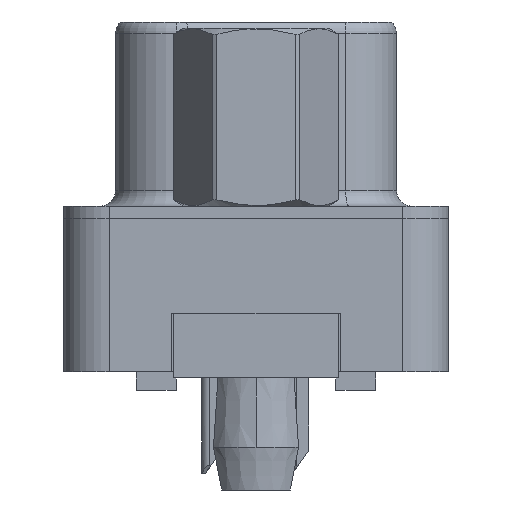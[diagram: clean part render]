
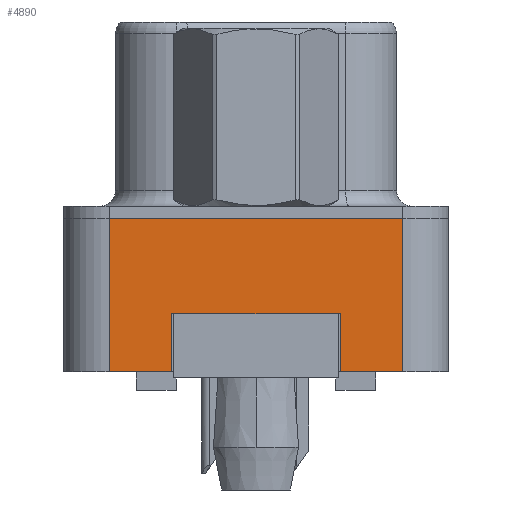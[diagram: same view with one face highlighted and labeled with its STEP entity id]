
A CAD part, left-side view. The second image highlights one B-rep face of the part: STEP entity #4890.
In plain terms, the highlighted planar face has unit normal (-1, 0, 0).
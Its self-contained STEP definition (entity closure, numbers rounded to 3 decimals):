
#147 = EDGE_CURVE ( 'NONE', #6978, #7918, #15570, .T. ) ;
#570 = LINE ( 'NONE', #18685, #12405 ) ;
#753 = DIRECTION ( 'NONE',  ( -1., 0., 0. ) ) ;
#788 = VERTEX_POINT ( 'NONE', #6653 ) ;
#884 = VECTOR ( 'NONE', #14000, 1000. ) ;
#1167 = ORIENTED_EDGE ( 'NONE', *, *, #1692, .T. ) ;
#1692 = EDGE_CURVE ( 'NONE', #9749, #18338, #570, .T. ) ;
#2024 = CARTESIAN_POINT ( 'NONE',  ( -2.91, -4.775, -5. ) ) ;
#2117 = CARTESIAN_POINT ( 'NONE',  ( -2.91, 4.775, 0. ) ) ;
#2138 = ORIENTED_EDGE ( 'NONE', *, *, #147, .F. ) ;
#2232 = CARTESIAN_POINT ( 'NONE',  ( -2.91, -4.775, -5. ) ) ;
#2630 = AXIS2_PLACEMENT_3D ( 'NONE', #2232, #753, #11412 ) ;
#2831 = VECTOR ( 'NONE', #17238, 1000. ) ;
#2988 = CARTESIAN_POINT ( 'NONE',  ( -2.91, 2.75, -3.1 ) ) ;
#3030 = VECTOR ( 'NONE', #15212, 1000. ) ;
#3170 = CARTESIAN_POINT ( 'NONE',  ( -2.91, -4.775, -5. ) ) ;
#3199 = DIRECTION ( 'NONE',  ( 0., 1., 0. ) ) ;
#3606 = EDGE_CURVE ( 'NONE', #11225, #788, #7723, .T. ) ;
#4161 = VERTEX_POINT ( 'NONE', #3170 ) ;
#4232 = CARTESIAN_POINT ( 'NONE',  ( -2.91, -2.75, -5. ) ) ;
#4346 = CARTESIAN_POINT ( 'NONE',  ( -2.91, -4.775, 0. ) ) ;
#4673 = LINE ( 'NONE', #16702, #8464 ) ;
#4815 = CARTESIAN_POINT ( 'NONE',  ( -2.91, 4.775, -5. ) ) ;
#4890 = ADVANCED_FACE ( 'NONE', ( #15838 ), #15748, .T. ) ;
#5171 = ORIENTED_EDGE ( 'NONE', *, *, #17116, .T. ) ;
#5608 = ORIENTED_EDGE ( 'NONE', *, *, #8563, .F. ) ;
#5751 = ORIENTED_EDGE ( 'NONE', *, *, #16263, .F. ) ;
#6653 = CARTESIAN_POINT ( 'NONE',  ( -2.91, 2.75, -5. ) ) ;
#6978 = VERTEX_POINT ( 'NONE', #19108 ) ;
#7284 = LINE ( 'NONE', #14674, #14510 ) ;
#7723 = LINE ( 'NONE', #2988, #3030 ) ;
#7918 = VERTEX_POINT ( 'NONE', #2117 ) ;
#8276 = LINE ( 'NONE', #14292, #2831 ) ;
#8464 = VECTOR ( 'NONE', #3199, 1000. ) ;
#8563 = EDGE_CURVE ( 'NONE', #7918, #12727, #17854, .T. ) ;
#9149 = DIRECTION ( 'NONE',  ( 0., -1., 0. ) ) ;
#9382 = ORIENTED_EDGE ( 'NONE', *, *, #12537, .T. ) ;
#9749 = VERTEX_POINT ( 'NONE', #18029 ) ;
#10593 = VECTOR ( 'NONE', #16375, 1000. ) ;
#11225 = VERTEX_POINT ( 'NONE', #12330 ) ;
#11412 = DIRECTION ( 'NONE',  ( 0., 0., 1. ) ) ;
#12104 = LINE ( 'NONE', #2024, #12564 ) ;
#12330 = CARTESIAN_POINT ( 'NONE',  ( -2.91, 2.75, -3.1 ) ) ;
#12405 = VECTOR ( 'NONE', #18596, 1000. ) ;
#12537 = EDGE_CURVE ( 'NONE', #18338, #4161, #8276, .T. ) ;
#12564 = VECTOR ( 'NONE', #9149, 1000. ) ;
#12727 = VERTEX_POINT ( 'NONE', #15957 ) ;
#13099 = DIRECTION ( 'NONE',  ( 0., 0., 1. ) ) ;
#13575 = EDGE_CURVE ( 'NONE', #4161, #12727, #7284, .T. ) ;
#14000 = DIRECTION ( 'NONE',  ( 0., 0., 1. ) ) ;
#14292 = CARTESIAN_POINT ( 'NONE',  ( -2.91, -4.775, -5. ) ) ;
#14510 = VECTOR ( 'NONE', #13099, 1000. ) ;
#14674 = CARTESIAN_POINT ( 'NONE',  ( -2.91, -4.775, -5. ) ) ;
#14825 = EDGE_LOOP ( 'NONE', ( #1167, #9382, #14899, #5608, #2138, #5171, #19334, #5751 ) ) ;
#14899 = ORIENTED_EDGE ( 'NONE', *, *, #13575, .T. ) ;
#15212 = DIRECTION ( 'NONE',  ( 0., 0., -1. ) ) ;
#15570 = LINE ( 'NONE', #4815, #884 ) ;
#15748 = PLANE ( 'NONE',  #2630 ) ;
#15838 = FACE_OUTER_BOUND ( 'NONE', #14825, .T. ) ;
#15957 = CARTESIAN_POINT ( 'NONE',  ( -2.91, -4.775, 0. ) ) ;
#16263 = EDGE_CURVE ( 'NONE', #9749, #11225, #4673, .T. ) ;
#16375 = DIRECTION ( 'NONE',  ( 0., -1., 0. ) ) ;
#16702 = CARTESIAN_POINT ( 'NONE',  ( -2.91, 2.75, -3.1 ) ) ;
#17116 = EDGE_CURVE ( 'NONE', #6978, #788, #12104, .T. ) ;
#17238 = DIRECTION ( 'NONE',  ( 0., -1., 0. ) ) ;
#17854 = LINE ( 'NONE', #4346, #10593 ) ;
#18029 = CARTESIAN_POINT ( 'NONE',  ( -2.91, -2.75, -3.1 ) ) ;
#18338 = VERTEX_POINT ( 'NONE', #4232 ) ;
#18596 = DIRECTION ( 'NONE',  ( 0., 0., -1. ) ) ;
#18685 = CARTESIAN_POINT ( 'NONE',  ( -2.91, -2.75, -3.1 ) ) ;
#19108 = CARTESIAN_POINT ( 'NONE',  ( -2.91, 4.775, -5. ) ) ;
#19334 = ORIENTED_EDGE ( 'NONE', *, *, #3606, .F. ) ;
